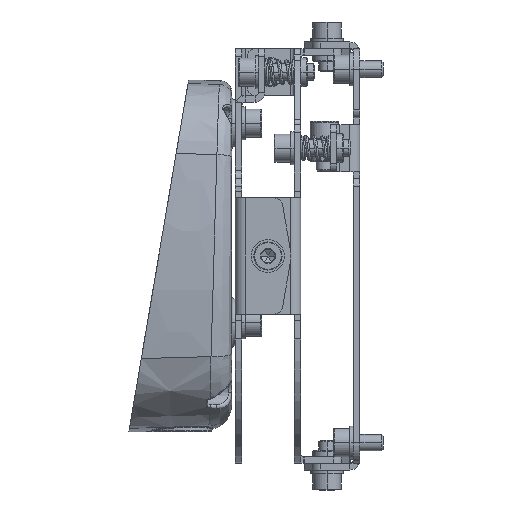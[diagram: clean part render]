
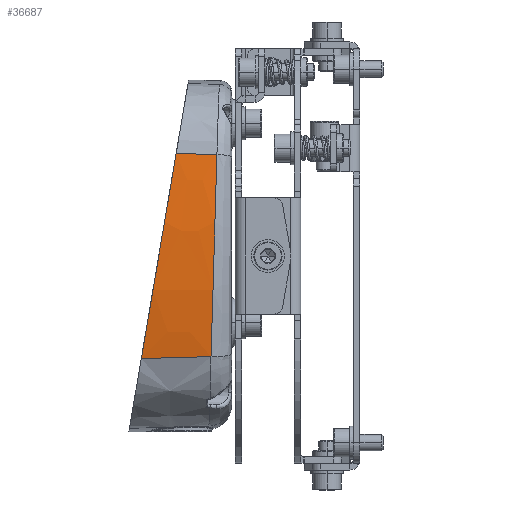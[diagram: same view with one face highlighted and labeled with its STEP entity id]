
A CAD part, left-side view. The second image highlights one B-rep face of the part: STEP entity #36687.
In plain terms, the highlighted free-form (B-spline) face has degree [3, 3] with [4, 8] control points.
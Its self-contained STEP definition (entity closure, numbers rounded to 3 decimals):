
#23013=CARTESIAN_POINT('',(-50.354,-7.526,
30.58));
#23018=CARTESIAN_POINT('',(-50.354,-7.526,
30.58));
#23019=CARTESIAN_POINT('',(-50.571,-7.481,
29.14));
#23020=CARTESIAN_POINT('',(-50.973,-7.391,
26.254));
#23021=CARTESIAN_POINT('',(-51.482,-7.261,
21.913));
#23022=CARTESIAN_POINT('',(-51.895,-7.133,
17.562));
#23023=CARTESIAN_POINT('',(-52.212,-7.008,
13.201));
#23024=CARTESIAN_POINT('',(-52.434,-6.885,
8.833));
#23025=CARTESIAN_POINT('',(-52.559,-6.762,
4.462));
#23026=CARTESIAN_POINT('',(-52.588,-6.64,
0.088));
#23027=CARTESIAN_POINT('',(-52.52,-6.518,
-4.287));
#23028=CARTESIAN_POINT('',(-52.356,-6.395,
-8.658));
#23029=CARTESIAN_POINT('',(-52.097,-6.269,
-13.027));
#23030=CARTESIAN_POINT('',(-51.741,-6.142,
-17.386));
#23031=CARTESIAN_POINT('',(-51.291,-6.012,
-21.723));
#23032=CARTESIAN_POINT('',(-50.748,-5.879,
-26.037));
#23033=CARTESIAN_POINT('',(-50.325,-5.788,
-28.896));
#23034=CARTESIAN_POINT('',(-50.098,-5.741,
-30.32));
#23039=CARTESIAN_POINT('',(-50.599,15.247,
-30.897));
#23040=CARTESIAN_POINT('',(-50.564,12.918,
-30.858));
#23041=CARTESIAN_POINT('',(-50.48,8.257,
-30.762));
#23042=CARTESIAN_POINT('',(-50.313,1.26,
-30.57));
#23043=CARTESIAN_POINT('',(-50.174,-3.408,
-30.409));
#23044=CARTESIAN_POINT('',(-50.098,-5.741,
-30.32));
#23049=CARTESIAN_POINT('',(-50.354,-7.526,
30.58));
#23050=CARTESIAN_POINT('',(-50.389,-6.161,
30.621));
#23051=CARTESIAN_POINT('',(-50.454,-3.431,
30.699));
#23052=CARTESIAN_POINT('',(-50.536,0.664,
30.798));
#23053=CARTESIAN_POINT('',(-50.582,3.392,
30.853));
#23054=CARTESIAN_POINT('',(-50.602,4.757,
30.877));
#23651=CARTESIAN_POINT('',(-50.602,4.757,
30.877));
#23666=CARTESIAN_POINT('',(-50.599,15.247,
-30.897));
#23667=CARTESIAN_POINT('',(-51.132,14.668,
-27.488));
#23668=CARTESIAN_POINT('',(-52.02,13.507,
-20.653));
#23669=CARTESIAN_POINT('',(-52.822,11.756,
-10.343));
#23670=CARTESIAN_POINT('',(-53.089,10.002,
-0.009));
#23671=CARTESIAN_POINT('',(-52.822,8.247,
10.325));
#23672=CARTESIAN_POINT('',(-52.022,6.496,
20.636));
#23673=CARTESIAN_POINT('',(-51.135,5.335,
27.469));
#23674=CARTESIAN_POINT('',(-50.602,4.757,
30.877));
#23689=CARTESIAN_POINT('',(-50.599,15.247,
-30.897));
#32343=VERTEX_POINT('',#23689);
#32344=VERTEX_POINT('',#23651);
#32352=VERTEX_POINT('',#23013);
#32355=VERTEX_POINT('',#23034);
#36646=CARTESIAN_POINT('',(-49.902,-6.119,
-31.43));
#36647=CARTESIAN_POINT('',(-50.371,-6.223,
-28.587));
#36648=CARTESIAN_POINT('',(-51.497,-6.512,
-20.691));
#36649=CARTESIAN_POINT('',(-52.563,-6.989,
-7.652));
#36650=CARTESIAN_POINT('',(-52.634,-7.549,
7.651));
#36651=CARTESIAN_POINT('',(-51.689,-8.026,
20.701));
#36652=CARTESIAN_POINT('',(-50.635,-8.315,
28.611));
#36653=CARTESIAN_POINT('',(-50.193,-8.419,
31.455));
#36654=CARTESIAN_POINT('',(-50.182,1.177,
-31.475));
#36655=CARTESIAN_POINT('',(-50.644,0.943,
-28.627));
#36656=CARTESIAN_POINT('',(-51.751,0.295,
-20.716));
#36657=CARTESIAN_POINT('',(-52.785,-0.774,
-7.659));
#36658=CARTESIAN_POINT('',(-52.82,-2.029,
7.659));
#36659=CARTESIAN_POINT('',(-51.846,-3.098,
20.718));
#36660=CARTESIAN_POINT('',(-50.775,-3.745,
28.632));
#36661=CARTESIAN_POINT('',(-50.327,-3.978,
31.476));
#36662=CARTESIAN_POINT('',(-50.384,8.475,
-31.507));
#36663=CARTESIAN_POINT('',(-50.841,8.112,
-28.655));
#36664=CARTESIAN_POINT('',(-51.936,7.105,
-20.735));
#36665=CARTESIAN_POINT('',(-52.949,5.443,
-7.665));
#36666=CARTESIAN_POINT('',(-52.96,3.494,
7.665));
#36667=CARTESIAN_POINT('',(-51.966,1.832,
20.731));
#36668=CARTESIAN_POINT('',(-50.884,0.826,
28.647));
#36669=CARTESIAN_POINT('',(-50.432,0.464,
31.493));
#36670=CARTESIAN_POINT('',(-50.507,15.774,
-31.526));
#36671=CARTESIAN_POINT('',(-50.962,15.282,
-28.673));
#36672=CARTESIAN_POINT('',(-52.052,13.916,
-20.747));
#36673=CARTESIAN_POINT('',(-53.055,11.661,
-7.669));
#36674=CARTESIAN_POINT('',(-53.054,9.016,
7.669));
#36675=CARTESIAN_POINT('',(-52.05,6.763,
20.74));
#36676=CARTESIAN_POINT('',(-50.962,5.397,
28.659));
#36677=CARTESIAN_POINT('',(-50.507,4.906,
31.505));
#36678=B_SPLINE_SURFACE_WITH_KNOTS('',3,3,((#36646,#36647,#36648,#36649,#36650,
#36651,#36652,#36653),(#36654,#36655,#36656,#36657,#36658,#36659,#36660,#36661),
(#36662,#36663,#36664,#36665,#36666,#36667,#36668,#36669),(#36670,#36671,#36672,
#36673,#36674,#36675,#36676,#36677)),.UNSPECIFIED.,.F.,.F.,.F.,(4,4),(4,1,1,1,1,
4),(0.215,1.015),(0.205,0.286,
0.429,0.571,0.714,0.795),
.UNSPECIFIED.);
#36679=ORIENTED_EDGE('',*,*,#34427,.T.);
#36681=ORIENTED_EDGE('',*,*,#36680,.F.);
#36683=ORIENTED_EDGE('',*,*,#36682,.T.);
#36684=ORIENTED_EDGE('',*,*,#36638,.F.);
#36685=EDGE_LOOP('',(#36679,#36681,#36683,#36684));
#36686=FACE_OUTER_BOUND('',#36685,.F.);
#36687=ADVANCED_FACE('',(#36686),#36678,.F.);
#23035=B_SPLINE_CURVE_WITH_KNOTS('',3,(#23018,#23019,#23020,#23021,#23022,
#23023,#23024,#23025,#23026,#23027,#23028,#23029,#23030,#23031,#23032,#23033,
#23034),.UNSPECIFIED.,.F.,.F.,(4,1,1,1,1,1,1,1,1,1,1,1,1,1,4),(0.,
0.071,0.143,0.214,0.286,
0.357,0.429,0.5,0.571,0.643,
0.714,0.786,0.857,0.929,1.),
.UNSPECIFIED.);
#23045=B_SPLINE_CURVE_WITH_KNOTS('',3,(#23039,#23040,#23041,#23042,#23043,
#23044),.UNSPECIFIED.,.F.,.F.,(4,1,1,4),(0.,0.333,
0.667,1.),.UNSPECIFIED.);
#23055=B_SPLINE_CURVE_WITH_KNOTS('',3,(#23049,#23050,#23051,#23052,#23053,
#23054),.UNSPECIFIED.,.F.,.F.,(4,1,1,4),(0.,0.333,
0.667,1.),.UNSPECIFIED.);
#23675=B_SPLINE_CURVE_WITH_KNOTS('',3,(#23666,#23667,#23668,#23669,#23670,
#23671,#23672,#23673,#23674),.UNSPECIFIED.,.F.,.F.,(4,1,1,1,1,1,4),(0.,
0.167,0.333,0.5,0.667,0.833,
1.),.UNSPECIFIED.);
#34427=EDGE_CURVE('',#32352,#32355,#23035,.T.);
#36638=EDGE_CURVE('',#32352,#32344,#23055,.T.);
#36680=EDGE_CURVE('',#32343,#32355,#23045,.T.);
#36682=EDGE_CURVE('',#32343,#32344,#23675,.T.);
